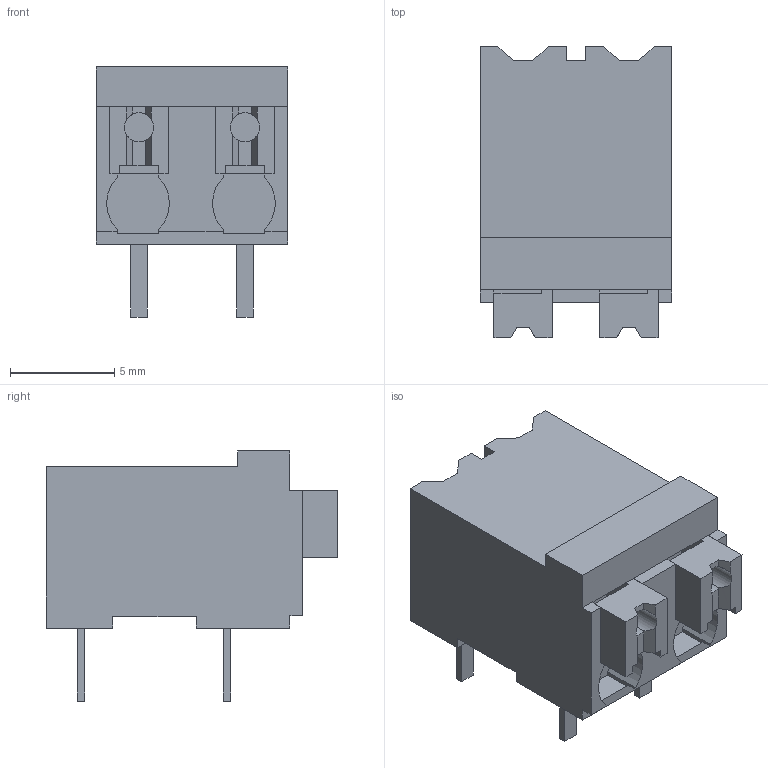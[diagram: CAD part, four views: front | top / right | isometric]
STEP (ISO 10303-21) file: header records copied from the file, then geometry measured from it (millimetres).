
FILE_DESCRIPTION(('CATIA V5 STEP Exchange','CAx-IF Rec.Pracs.--- Model Styling and Organization---1.2---2011-12-15'),'2;1');
FILE_NAME ('D1456802_0', '2018-03-15T09:31:42+00:00', ('none'), ('Weidmueller'), 'CATIA Version 5-6 Release 2014', 'CATIA V5 STEP AP214', 'none');
FILE_SCHEMA(('AUTOMOTIVE_DESIGN { 1 0 10303 214 1 1 1 1 }'));
Length unit declared in the file: millimetre
Products named in the file (1): 1824810000
Bounding box: 9.18 x 14 x 12 mm (x, y, z)
Volume: 789.6 mm3; surface area: 851.7 mm2
Topology: 7 solids, 7 shells, 172 faces, 468 edges, 308 vertices
Faces by surface type: plane 156, cylinder 16
Entity records: 5053 total; most frequent: CARTESIAN_POINT 940, ORIENTED_EDGE 936, DIRECTION 676, EDGE_CURVE 468, VECTOR 426, LINE 426, VERTEX_POINT 308, EDGE_LOOP 174
